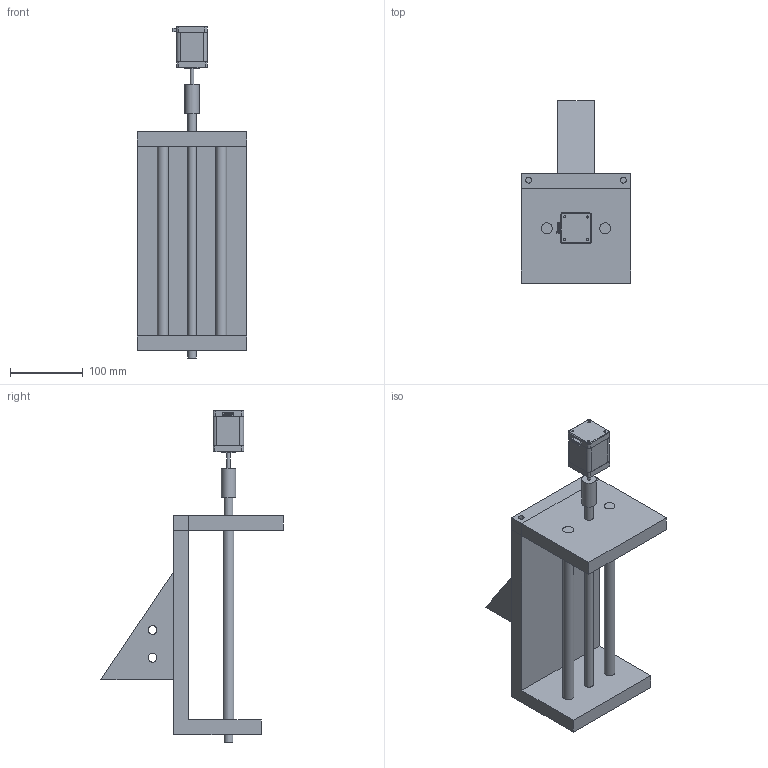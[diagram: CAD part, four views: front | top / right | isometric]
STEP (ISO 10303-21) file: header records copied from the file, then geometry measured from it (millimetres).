
FILE_DESCRIPTION(/* description */ (''),/* implementation_level */ '2;1');
FILE_NAME(/* name */ 'cartisolated_ipt_e7d2a6c5.STEP',/* time_stamp */ '2023-10-30T02:32:11+02:00',/* author */ ('habib'),/* organization */ (''),/* preprocessor_version */ 'ST-DEVELOPER v18.1',/* originating_system */ 'Autodesk Inventor 2021',/* authorisation */ '');
FILE_SCHEMA (('AUTOMOTIVE_DESIGN { 1 0 10303 214 3 1 1 }'));
Length unit declared in the file: millimetre
Products named in the file (1): cartisolated
Bounding box: 150 x 250 x 455 mm (x, y, z)
Volume: 2241235.1 mm3; surface area: 295102.6 mm2
Topology: 7 solids, 7 shells, 165 faces, 395 edges, 260 vertices
Faces by surface type: plane 115, cylinder 46, torus 4
Full cylindrical faces by diameter (mm): 3 x12, 5 x2, 8 x4, 12 x6, 15 x4, 20 x2
Entity records: 4962 total; most frequent: DIRECTION 845, CARTESIAN_POINT 821, ORIENTED_EDGE 790, EDGE_CURVE 395, AXIS2_PLACEMENT_3D 284, LINE 277, VECTOR 277, VERTEX_POINT 260
